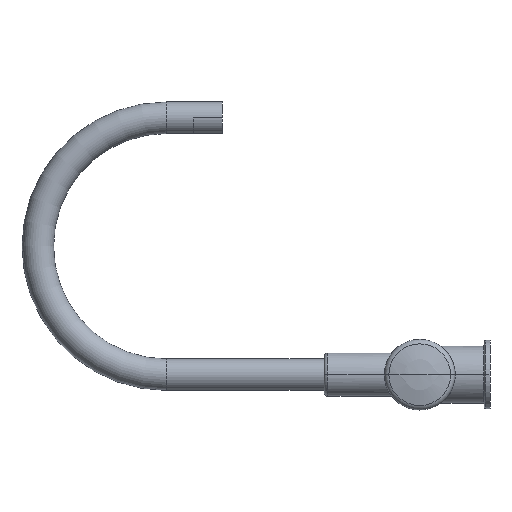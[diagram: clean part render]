
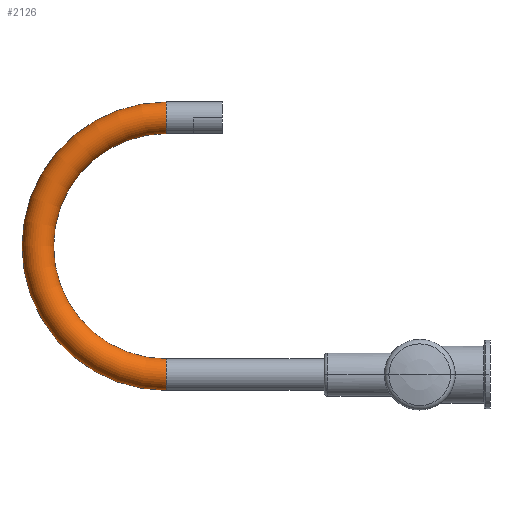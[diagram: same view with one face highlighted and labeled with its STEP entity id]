
A CAD part, left-side view. The second image highlights one B-rep face of the part: STEP entity #2126.
In plain terms, the highlighted toroidal (fillet/blend) face has major radius 90.5 mm and minor radius 11.113 mm.
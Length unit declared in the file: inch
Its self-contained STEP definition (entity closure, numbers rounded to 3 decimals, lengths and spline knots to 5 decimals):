
#1725=CARTESIAN_POINT('',(-2.41,7.029,3.563));
#1726=DIRECTION('',(-1.,0.,0.));
#1727=DIRECTION('',(0.,0.,1.));
#1728=AXIS2_PLACEMENT_3D('',#1725,#1726,#1727);
#1733=CARTESIAN_POINT('',(-2.41,7.029,7.126));
#1734=DIRECTION('',(0.,1.,0.));
#1735=DIRECTION('',(0.,0.,-1.));
#1736=AXIS2_PLACEMENT_3D('',#1733,#1734,#1735);
#1741=CARTESIAN_POINT('',(-2.41,7.029,3.563));
#1742=DIRECTION('',(-1.,0.,0.));
#1743=DIRECTION('',(0.,0.,1.));
#1744=AXIS2_PLACEMENT_3D('',#1741,#1742,#1743);
#1757=CARTESIAN_POINT('',(-2.41,7.029,0.));
#1758=DIRECTION('',(0.,-1.,0.));
#1759=DIRECTION('',(0.,0.,1.));
#1760=AXIS2_PLACEMENT_3D('',#1757,#1758,#1759);
#1987=CARTESIAN_POINT('',(-2.41,7.029,6.6885));
#1988=CARTESIAN_POINT('',(-2.41,7.029,7.5635));
#1989=VERTEX_POINT('',#1987);
#1990=VERTEX_POINT('',#1988);
#1991=CARTESIAN_POINT('',(-2.41,7.029,0.4375));
#1992=CARTESIAN_POINT('',(-2.41,7.029,-0.4375));
#1993=VERTEX_POINT('',#1991);
#1994=VERTEX_POINT('',#1992);
#2114=CARTESIAN_POINT('',(-2.41,7.029,3.563));
#2115=DIRECTION('',(-1.,0.,0.));
#2116=DIRECTION('',(0.,0.,-1.));
#2117=AXIS2_PLACEMENT_3D('',#2114,#2115,#2116);
#2118=TOROIDAL_SURFACE('',#2117,3.563,0.4375);
#2119=ORIENTED_EDGE('',*,*,#2056,.F.);
#2120=ORIENTED_EDGE('',*,*,#2102,.T.);
#2122=ORIENTED_EDGE('',*,*,#2121,.T.);
#2123=ORIENTED_EDGE('',*,*,#2098,.F.);
#2124=EDGE_LOOP('',(#2119,#2120,#2122,#2123));
#2125=FACE_OUTER_BOUND('',#2124,.F.);
#1729=CIRCLE('',#1728,4.0005);
#1737=CIRCLE('',#1736,0.4375);
#1745=CIRCLE('',#1744,3.1255);
#1761=CIRCLE('',#1760,0.4375);
#2056=EDGE_CURVE('',#1989,#1990,#1737,.T.);
#2098=EDGE_CURVE('',#1990,#1994,#1729,.T.);
#2102=EDGE_CURVE('',#1989,#1993,#1745,.T.);
#2121=EDGE_CURVE('',#1993,#1994,#1761,.T.);
#2126=ADVANCED_FACE('',(#2125),#2118,.T.);
